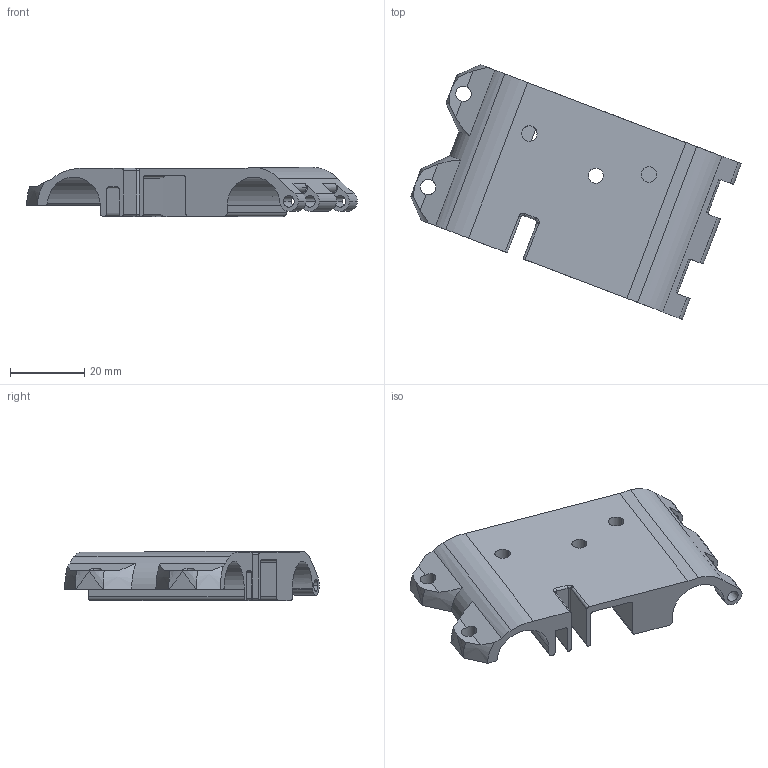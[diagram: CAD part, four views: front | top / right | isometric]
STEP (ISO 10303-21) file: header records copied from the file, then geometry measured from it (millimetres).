
FILE_DESCRIPTION (( 'STEP AP203' ), '1' );
FILE_NAME ('karetka_top.STEP', '2022-02-13T11:20:56', ( '' ), ( '' ), 'SwSTEP 2.0', 'SolidWorks 2020', '' );
FILE_SCHEMA (( 'CONFIG_CONTROL_DESIGN' ));
Length unit declared in the file: millimetre
Products named in the file (1): karetka_top
Bounding box: 89.36 x 68.83 x 13.25 mm (x, y, z)
Volume: 23373.2 mm3; surface area: 11733.3 mm2
Topology: 1 solids, 1 shells, 152 faces, 436 edges, 281 vertices
Faces by surface type: cylinder 67, plane 62, cone 14, torus 5, bspline 4
Entity records: 5233 total; most frequent: CARTESIAN_POINT 1114, ORIENTED_EDGE 864, DIRECTION 858, EDGE_CURVE 432, AXIS2_PLACEMENT_3D 313, VERTEX_POINT 281, LINE 232, VECTOR 232
